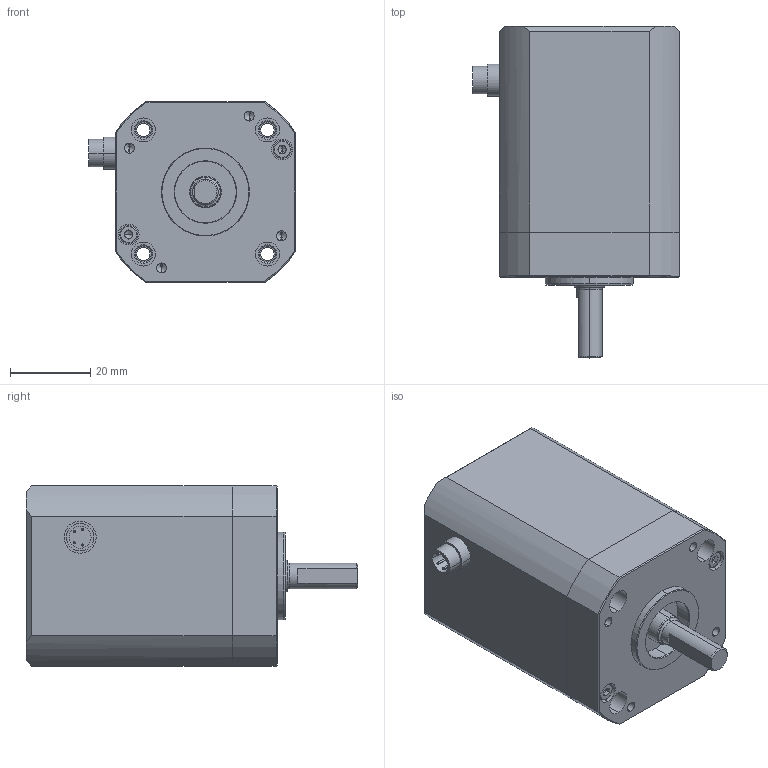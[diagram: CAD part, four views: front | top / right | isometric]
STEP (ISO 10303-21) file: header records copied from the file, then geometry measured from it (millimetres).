
FILE_DESCRIPTION (( 'STEP AP214' ), '1' );
FILE_NAME ('MAB17M-.50NX2F01 12.STEP', '2019-11-14T03:50:47', ( '' ), ( '' ), 'SwSTEP 2.0', 'SolidWorks 2018', '' );
FILE_SCHEMA (( 'AUTOMOTIVE_DESIGN' ));
Length unit declared in the file: millimetre
Products named in the file (12): _schr_geschl_62388110; socket head cap screw 4762_din_EN ISO 4762 M2.5 x 4 - 4N; _klr_geschl_62388110; socket set screw flat point_din_DIN 913 - M8 x 8-N; MM3671 R4 Flange for brake MIS17x_Solid; M8 connector; MAB17M-.50NX2F01 12; socket head cap screw 4762_din_EN ISO 4762 M2.5 x 16 - 16N; MM3675 R1 Ø6_35 D cut Shaft for brake MIS17x; MM3670 R4 Housing for brake MIS17x_SOLID; Chaintail TI9021901; 62388110
Assembly tree (11 placements, depth 3):
  MAB17M-.50NX2F01 12
    Chaintail TI9021901
    MM3670 R4 Housing for brake MIS17x_SOLID
    MM3671 R4 Flange for brake MIS17x_Solid
    MM3675 R1 Ø6_35 D cut Shaft for brake MIS17x
    socket set screw flat point_din_DIN 913 - M8 x 8-N
    M8 connector
    socket head cap screw 4762_din_EN ISO 4762 M2.5 x 4 - 4N
    socket head cap screw 4762_din_EN ISO 4762 M2.5 x 16 - 16N
    62388110
      _klr_geschl_62388110
      _schr_geschl_62388110
Bounding box: 51.7 x 82.9 x 45 mm (x, y, z)
Volume: 101836.9 mm3; surface area: 46472.6 mm2
Topology: 14 solids, 14 shells, 468 faces, 1120 edges, 703 vertices
Faces by surface type: cylinder 211, plane 162, cone 67, torus 24, bspline 4
Entity records: 15090 total; most frequent: CARTESIAN_POINT 2876, DIRECTION 2536, ORIENTED_EDGE 2200, EDGE_CURVE 1100, AXIS2_PLACEMENT_3D 1011, VERTEX_POINT 703, EDGE_LOOP 561, CIRCLE 532
